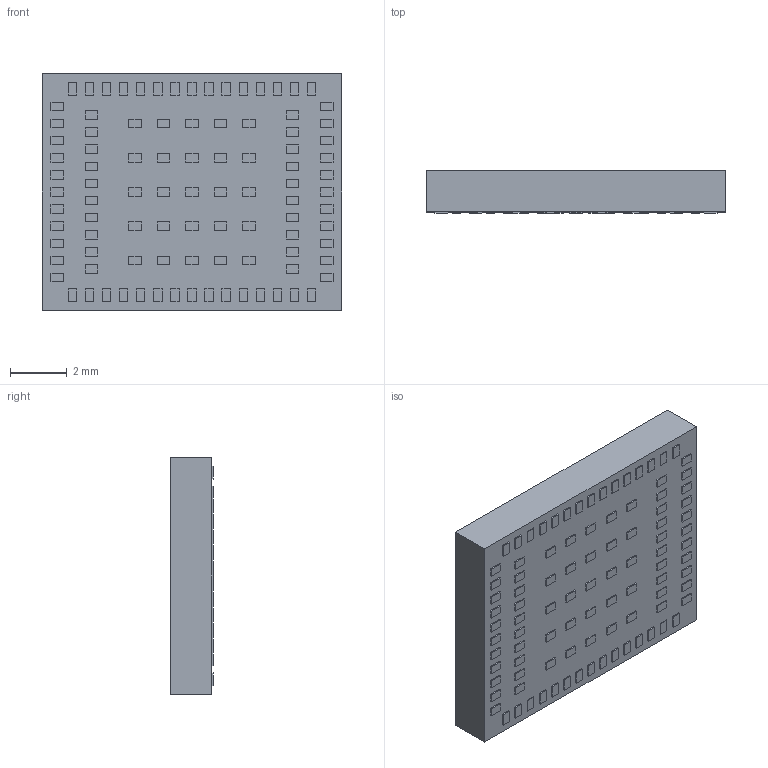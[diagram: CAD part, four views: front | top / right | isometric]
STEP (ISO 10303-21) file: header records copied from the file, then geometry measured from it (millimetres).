
FILE_DESCRIPTION (( 'STEP AP214' ), '1' );
FILE_NAME ('Type2AB.STEP', '2026-01-30T19:15:57', ( '' ), ( '' ), 'SwSTEP 2.0', 'SolidWorks 2022', '' );
FILE_SCHEMA (( 'AUTOMOTIVE_DESIGN' ));
Length unit declared in the file: millimetre
Products named in the file (1): Type2AB
Bounding box: 10.5 x 1.49 x 8.3 mm (x, y, z)
Volume: 126 mm3; surface area: 235.6 mm2
Topology: 1 solids, 1 shells, 751 faces, 1884 edges, 1256 vertices
Faces by surface type: plane 619, bspline 130, cylinder 2
Entity records: 37069 total; most frequent: CARTESIAN_POINT 11614, ORIENTED_EDGE 3768, DIRECTION 2872, EDGE_CURVE 1884, VECTOR 1620, LINE 1620, VERTEX_POINT 1256, EDGE_LOOP 872
